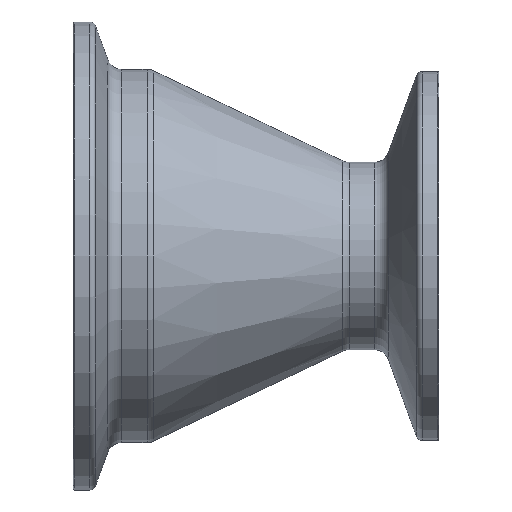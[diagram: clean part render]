
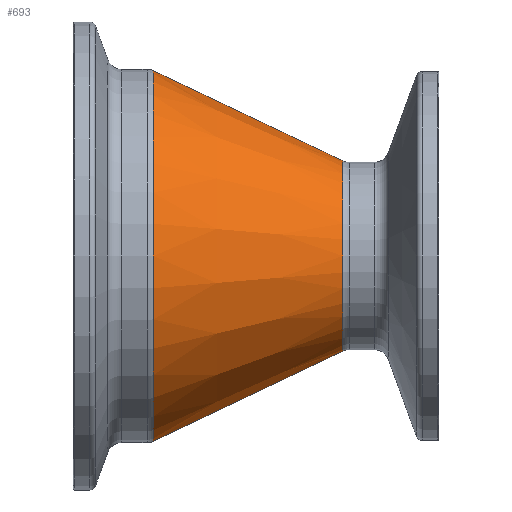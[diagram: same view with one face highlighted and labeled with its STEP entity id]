
A CAD part, front view. The second image highlights one B-rep face of the part: STEP entity #693.
In plain terms, the highlighted conical face has half-angle 25.424 degrees and reference radius 13.019 mm.
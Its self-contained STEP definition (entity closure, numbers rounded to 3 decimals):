
#1 = DIRECTION ( 'NONE',  ( 0., 0., 1. ) ) ;
#12 = ORIENTED_EDGE ( 'NONE', *, *, #619, .T. ) ;
#122 = ORIENTED_EDGE ( 'NONE', *, *, #1065, .F. ) ;
#127 = CARTESIAN_POINT ( 'NONE',  ( 36.869, 0., -13.019 ) ) ;
#158 = AXIS2_PLACEMENT_3D ( 'NONE', #477, #1519, #1277 ) ;
#211 = AXIS2_PLACEMENT_3D ( 'NONE', #919, #1195, #1 ) ;
#250 = DIRECTION ( 'NONE',  ( -0.903, 0., 0.429 ) ) ;
#265 = VERTEX_POINT ( 'NONE', #638 ) ;
#266 = CIRCLE ( 'NONE', #356, 13.019 ) ;
#301 = DIRECTION ( 'NONE',  ( -1., 0., 0. ) ) ;
#342 = EDGE_CURVE ( 'NONE', #410, #265, #1030, .T. ) ;
#356 = AXIS2_PLACEMENT_3D ( 'NONE', #615, #301, #1296 ) ;
#410 = VERTEX_POINT ( 'NONE', #812 ) ;
#419 = VECTOR ( 'NONE', #250, 1000. ) ;
#477 = CARTESIAN_POINT ( 'NONE',  ( 36.869, 0., 0. ) ) ;
#553 = CONICAL_SURFACE ( 'NONE', #158, 13.019, 0.444 ) ;
#615 = CARTESIAN_POINT ( 'NONE',  ( 36.869, 0., 0. ) ) ;
#619 = EDGE_CURVE ( 'NONE', #875, #410, #266, .T. ) ;
#638 = CARTESIAN_POINT ( 'NONE',  ( 10.966, 0., 25.331 ) ) ;
#671 = CARTESIAN_POINT ( 'NONE',  ( 36.869, 0., -13.019 ) ) ;
#687 = ORIENTED_EDGE ( 'NONE', *, *, #342, .T. ) ;
#693 = ADVANCED_FACE ( 'NONE', ( #1496 ), #553, .T. ) ;
#702 = VERTEX_POINT ( 'NONE', #980 ) ;
#776 = CIRCLE ( 'NONE', #211, 25.331 ) ;
#786 = ORIENTED_EDGE ( 'NONE', *, *, #1292, .F. ) ;
#812 = CARTESIAN_POINT ( 'NONE',  ( 36.869, 0., 13.019 ) ) ;
#875 = VERTEX_POINT ( 'NONE', #127 ) ;
#919 = CARTESIAN_POINT ( 'NONE',  ( 10.966, 0., 0. ) ) ;
#934 = VECTOR ( 'NONE', #1210, 1000. ) ;
#980 = CARTESIAN_POINT ( 'NONE',  ( 10.966, 0., -25.331 ) ) ;
#1030 = LINE ( 'NONE', #1327, #419 ) ;
#1065 = EDGE_CURVE ( 'NONE', #875, #702, #1249, .T. ) ;
#1140 = EDGE_LOOP ( 'NONE', ( #122, #12, #687, #786 ) ) ;
#1195 = DIRECTION ( 'NONE',  ( -1., 0., 0. ) ) ;
#1210 = DIRECTION ( 'NONE',  ( -0.903, 0., -0.429 ) ) ;
#1249 = LINE ( 'NONE', #671, #934 ) ;
#1277 = DIRECTION ( 'NONE',  ( 0., 0., 1. ) ) ;
#1292 = EDGE_CURVE ( 'NONE', #702, #265, #776, .T. ) ;
#1296 = DIRECTION ( 'NONE',  ( 0., 0., 1. ) ) ;
#1327 = CARTESIAN_POINT ( 'NONE',  ( 36.869, 0., 13.019 ) ) ;
#1496 = FACE_OUTER_BOUND ( 'NONE', #1140, .T. ) ;
#1519 = DIRECTION ( 'NONE',  ( -1., 0., 0. ) ) ;
